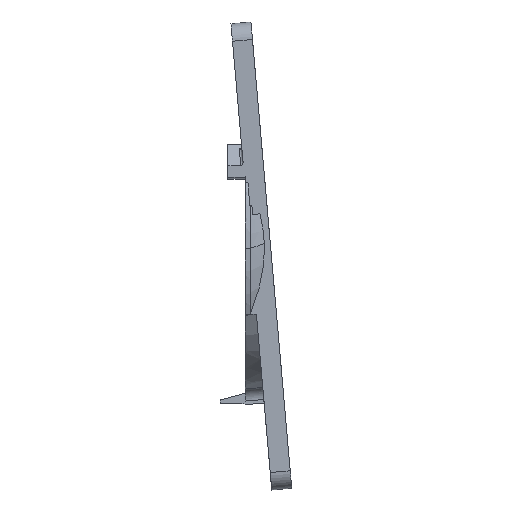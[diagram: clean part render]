
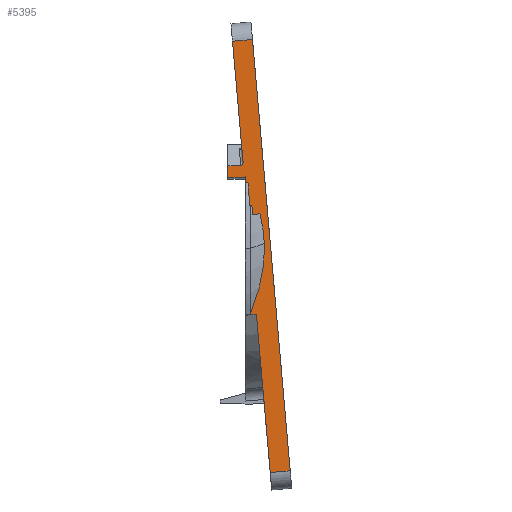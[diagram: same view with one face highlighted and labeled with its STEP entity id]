
A CAD part, left-side view. The second image highlights one B-rep face of the part: STEP entity #5395.
In plain terms, the highlighted planar face has unit normal (-1, 0, 0).
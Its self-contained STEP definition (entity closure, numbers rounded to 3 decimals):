
#550=DIRECTION('',(0.,-0.001,-1.));
#551=VECTOR('',#550,0.703);
#552=CARTESIAN_POINT('',(-49.1,-2.152,
-25.714));
#553=LINE('',#552,#551);
#1424=DIRECTION('',(0.,0.996,-0.087));
#1425=VECTOR('',#1424,8.);
#1426=CARTESIAN_POINT('',(-49.1,-2.849,83.566));
#1427=LINE('',#1426,#1425);
#1485=CARTESIAN_POINT('',(-49.1,0.926,34.918));
#1486=CARTESIAN_POINT('',(-49.1,0.883,34.436));
#1487=CARTESIAN_POINT('',(-49.1,0.971,33.852));
#1488=CARTESIAN_POINT('',(-49.1,1.318,33.283));
#1489=CARTESIAN_POINT('',(-49.1,1.576,33.076));
#1490=CARTESIAN_POINT('',(-49.1,1.818,33.076));
#1492=DIRECTION('',(0.,-1.,0.));
#1493=VECTOR('',#1492,5.182);
#1494=CARTESIAN_POINT('',(-49.1,7.,33.076));
#1495=LINE('',#1494,#1493);
#1496=DIRECTION('',(0.,-0.087,-0.996));
#1497=VECTOR('',#1496,48.134);
#1498=CARTESIAN_POINT('',(-49.1,5.121,82.869));
#1499=LINE('',#1498,#1497);
#1500=DIRECTION('',(0.,-0.087,-0.996));
#1501=VECTOR('',#1500,173.);
#1502=CARTESIAN_POINT('',(-49.1,-2.849,83.566));
#1503=LINE('',#1502,#1501);
#1504=DIRECTION('',(0.,0.087,0.996));
#1505=VECTOR('',#1504,63.496);
#1506=CARTESIAN_POINT('',(-49.1,-9.957,-89.473));
#1507=LINE('',#1506,#1505);
#1508=CARTESIAN_POINT('',(-49.1,-2.152,
-25.714));
#1509=CARTESIAN_POINT('',(-49.1,-3.039,
-23.496));
#1510=CARTESIAN_POINT('',(-49.1,-4.581,
-19.22));
#1511=CARTESIAN_POINT('',(-49.1,-6.196,
-13.373));
#1512=CARTESIAN_POINT('',(-49.1,-7.214,
-7.912));
#1513=CARTESIAN_POINT('',(-49.1,-7.692,
-2.771));
#1514=CARTESIAN_POINT('',(-49.1,-7.687,0.494));
#1515=CARTESIAN_POINT('',(-49.1,-7.615,2.083));
#1517=CARTESIAN_POINT('',(-49.1,-7.615,2.083));
#1518=CARTESIAN_POINT('',(-49.1,-7.555,3.41));
#1519=CARTESIAN_POINT('',(-49.1,-7.334,6.051));
#1520=CARTESIAN_POINT('',(-49.1,-6.731,9.974));
#1521=CARTESIAN_POINT('',(-49.1,-6.168,12.575));
#1522=CARTESIAN_POINT('',(-49.1,-5.851,13.873));
#1524=DIRECTION('',(0.,0.996,-0.087));
#1525=VECTOR('',#1524,2.917);
#1526=CARTESIAN_POINT('',(-49.1,-5.851,13.873));
#1527=LINE('',#1526,#1525);
#1528=DIRECTION('',(0.,0.996,-0.087));
#1529=VECTOR('',#1528,0.8);
#1530=CARTESIAN_POINT('',(-49.1,-2.619,17.357));
#1531=LINE('',#1530,#1529);
#1532=DIRECTION('',(0.,0.,1.));
#1533=VECTOR('',#1532,2.177);
#1534=CARTESIAN_POINT('',(-49.1,0.,26.25));
#1535=LINE('',#1534,#1533);
#1540=DIRECTION('',(0.,1.,0.));
#1541=VECTOR('',#1540,1.037);
#1542=CARTESIAN_POINT('',(-49.1,-1.037,26.25));
#1543=LINE('',#1542,#1541);
#1560=DIRECTION('',(0.,0.087,0.996));
#1561=VECTOR('',#1560,8.997);
#1562=CARTESIAN_POINT('',(-49.1,-1.822,17.288));
#1563=LINE('',#1562,#1561);
#1588=CARTESIAN_POINT('',(-49.1,-5.851,13.873));
#1606=CARTESIAN_POINT('',(-49.1,-7.615,2.083));
#1612=DIRECTION('',(0.,0.087,0.996));
#1613=VECTOR('',#1612,3.753);
#1614=CARTESIAN_POINT('',(-49.1,-2.946,13.619));
#1615=LINE('',#1614,#1613);
#1638=DIRECTION('',(0.,0.996,-0.087));
#1639=VECTOR('',#1638,2.28);
#1640=CARTESIAN_POINT('',(-49.1,-4.423,
-26.218));
#1641=LINE('',#1640,#1639);
#1702=DIRECTION('',(0.,-0.996,0.087));
#1703=VECTOR('',#1702,8.);
#1704=CARTESIAN_POINT('',(-49.1,-9.957,-89.473));
#1705=LINE('',#1704,#1703);
#1821=DIRECTION('',(0.,1.,0.));
#1822=VECTOR('',#1821,7.);
#1823=CARTESIAN_POINT('',(-49.1,0.,28.427));
#1824=LINE('',#1823,#1822);
#1853=DIRECTION('',(0.,0.,1.));
#1854=VECTOR('',#1853,4.649);
#1855=CARTESIAN_POINT('',(-49.1,7.,28.427));
#1856=LINE('',#1855,#1854);
#2225=CARTESIAN_POINT('',(-49.1,-17.927,-88.775));
#2227=VERTEX_POINT('',#2225);
#2230=CARTESIAN_POINT('',(-49.1,-2.849,83.566));
#2232=VERTEX_POINT('',#2230);
#2249=VERTEX_POINT('',#1606);
#2269=CARTESIAN_POINT('',(-49.1,-2.946,13.619));
#2271=VERTEX_POINT('',#2269);
#2289=CARTESIAN_POINT('',(-49.1,-2.619,17.357));
#2290=VERTEX_POINT('',#2289);
#2291=CARTESIAN_POINT('',(-49.1,-1.822,17.288));
#2292=VERTEX_POINT('',#2291);
#2299=VERTEX_POINT('',#1508);
#2304=CARTESIAN_POINT('',(-49.1,-2.152,-26.417));
#2305=VERTEX_POINT('',#2304);
#2368=CARTESIAN_POINT('',(-49.1,-1.037,26.25));
#2369=CARTESIAN_POINT('',(-49.1,0.,26.25));
#2370=VERTEX_POINT('',#2368);
#2371=VERTEX_POINT('',#2369);
#2372=VERTEX_POINT('',#1588);
#2385=CARTESIAN_POINT('',(-49.1,7.,28.427));
#2386=CARTESIAN_POINT('',(-49.1,7.,33.076));
#2387=VERTEX_POINT('',#2385);
#2388=VERTEX_POINT('',#2386);
#2389=CARTESIAN_POINT('',(-49.1,0.,28.427));
#2390=VERTEX_POINT('',#2389);
#2407=CARTESIAN_POINT('',(-49.1,-4.423,
-26.218));
#2408=VERTEX_POINT('',#2407);
#2423=CARTESIAN_POINT('',(-49.1,-9.957,-89.473));
#2424=VERTEX_POINT('',#2423);
#2448=CARTESIAN_POINT('',(-49.1,5.121,82.869));
#2449=VERTEX_POINT('',#2448);
#2498=CARTESIAN_POINT('',(-49.1,1.818,33.076));
#2499=VERTEX_POINT('',#2498);
#2558=CARTESIAN_POINT('',(-49.1,0.926,34.918));
#2559=VERTEX_POINT('',#2558);
#5358=CARTESIAN_POINT('',(-49.1,-2.849,83.566));
#5359=DIRECTION('',(-1.,0.,0.));
#5360=DIRECTION('',(0.,-0.087,-0.996));
#5361=AXIS2_PLACEMENT_3D('',#5358,#5359,#5360);
#5362=PLANE('',#5361);
#5363=ORIENTED_EDGE('',*,*,#5322,.T.);
#5364=ORIENTED_EDGE('',*,*,#5340,.F.);
#5365=ORIENTED_EDGE('',*,*,#3482,.F.);
#5366=ORIENTED_EDGE('',*,*,#5250,.F.);
#5367=ORIENTED_EDGE('',*,*,#2720,.T.);
#5369=ORIENTED_EDGE('',*,*,#5368,.F.);
#5370=ORIENTED_EDGE('',*,*,#2837,.T.);
#5372=ORIENTED_EDGE('',*,*,#5371,.T.);
#5373=ORIENTED_EDGE('',*,*,#3273,.F.);
#5375=ORIENTED_EDGE('',*,*,#5374,.T.);
#5377=ORIENTED_EDGE('',*,*,#5376,.T.);
#5379=ORIENTED_EDGE('',*,*,#5378,.T.);
#5381=ORIENTED_EDGE('',*,*,#5380,.T.);
#5383=ORIENTED_EDGE('',*,*,#5382,.T.);
#5385=ORIENTED_EDGE('',*,*,#5384,.T.);
#5387=ORIENTED_EDGE('',*,*,#5386,.T.);
#5388=ORIENTED_EDGE('',*,*,#3820,.T.);
#5390=ORIENTED_EDGE('',*,*,#5389,.T.);
#5392=ORIENTED_EDGE('',*,*,#5391,.T.);
#5393=EDGE_LOOP('',(#5363,#5364,#5365,#5366,#5367,#5369,#5370,#5372,#5373,#5375,
#5377,#5379,#5381,#5383,#5385,#5387,#5388,#5390,#5392));
#5394=FACE_OUTER_BOUND('',#5393,.F.);
#5395=ADVANCED_FACE('',(#5394),#5362,.T.);
#1491=B_SPLINE_CURVE_WITH_KNOTS('',3,(#1485,#1486,#1487,#1488,#1489,#1490),
.UNSPECIFIED.,.F.,.F.,(4,1,1,4),(0.,0.5,0.75,1.),.UNSPECIFIED.);
#1516=B_SPLINE_CURVE_WITH_KNOTS('',3,(#1508,#1509,#1510,#1511,#1512,#1513,#1514,
#1515),.UNSPECIFIED.,.F.,.F.,(4,1,1,1,1,4),(0.,0.2,0.4,0.6,0.8,1.),
.UNSPECIFIED.);
#1523=B_SPLINE_CURVE_WITH_KNOTS('',3,(#1517,#1518,#1519,#1520,#1521,#1522),
.UNSPECIFIED.,.F.,.F.,(4,1,1,4),(0.,0.333,0.667,1.),
.UNSPECIFIED.);
#2720=EDGE_CURVE('',#2232,#2227,#1503,.T.);
#2837=EDGE_CURVE('',#2424,#2408,#1507,.T.);
#3273=EDGE_CURVE('',#2299,#2305,#553,.T.);
#3482=EDGE_CURVE('',#2449,#2559,#1499,.T.);
#3820=EDGE_CURVE('',#2371,#2390,#1535,.T.);
#5250=EDGE_CURVE('',#2232,#2449,#1427,.T.);
#5322=EDGE_CURVE('',#2388,#2499,#1495,.T.);
#5340=EDGE_CURVE('',#2559,#2499,#1491,.T.);
#5368=EDGE_CURVE('',#2424,#2227,#1705,.T.);
#5371=EDGE_CURVE('',#2408,#2305,#1641,.T.);
#5374=EDGE_CURVE('',#2299,#2249,#1516,.T.);
#5376=EDGE_CURVE('',#2249,#2372,#1523,.T.);
#5378=EDGE_CURVE('',#2372,#2271,#1527,.T.);
#5380=EDGE_CURVE('',#2271,#2290,#1615,.T.);
#5382=EDGE_CURVE('',#2290,#2292,#1531,.T.);
#5384=EDGE_CURVE('',#2292,#2370,#1563,.T.);
#5386=EDGE_CURVE('',#2370,#2371,#1543,.T.);
#5389=EDGE_CURVE('',#2390,#2387,#1824,.T.);
#5391=EDGE_CURVE('',#2387,#2388,#1856,.T.);
